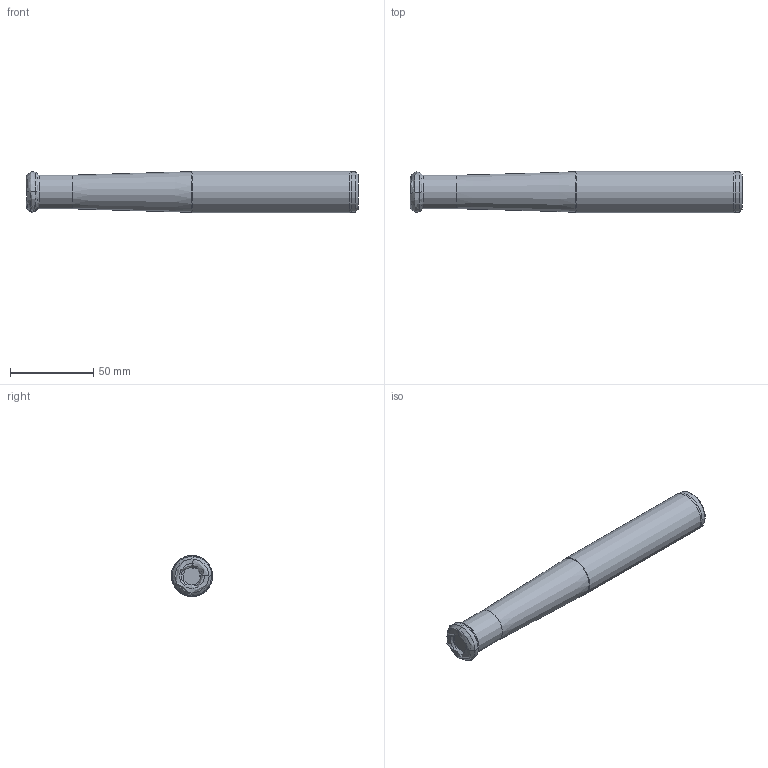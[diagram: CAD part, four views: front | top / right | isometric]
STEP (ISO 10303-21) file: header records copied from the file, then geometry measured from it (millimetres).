
FILE_DESCRIPTION(/* description */ (''),/* implementation_level */ '2;1');
FILE_NAME(/* name */ 'model1.stp',/* time_stamp */ '2023-11-07T09:09:47+03:00',/* author */ (''),/* organization */ (''),/* preprocessor_version */ 'ST-DEVELOPER v19.4',/* originating_system */ 'SIEMENS PLM Software NX2306.3001',/* authorisation */ '');
FILE_SCHEMA (('AUTOMOTIVE_DESIGN { 1 0 10303 214 3 1 1 1 }'));
Length unit declared in the file: millimetre
Products named in the file (1): model1_objects
Bounding box: 200 x 25 x 25 mm (x, y, z)
Volume: 89206.4 mm3; surface area: 16900.9 mm2
Topology: 2 solids, 2 shells, 18 faces, 32 edges, 17 vertices
Faces by surface type: torus 4, revolution 3, cylinder 3, cone 3, plane 3, bspline 2
Full cylindrical faces by diameter (mm): 20.3 x1, 24.5 x1, 25 x1
Entity records: 597 total; most frequent: CARTESIAN_POINT 150, DIRECTION 65, EDGE_LOOP 34, ORIENTED_EDGE 34, FACE_BOUND 32, AXIS2_PLACEMENT_3D 31, PRESENTATION_STYLE_ASSIGNMENT 18, SURFACE_STYLE_USAGE 18
